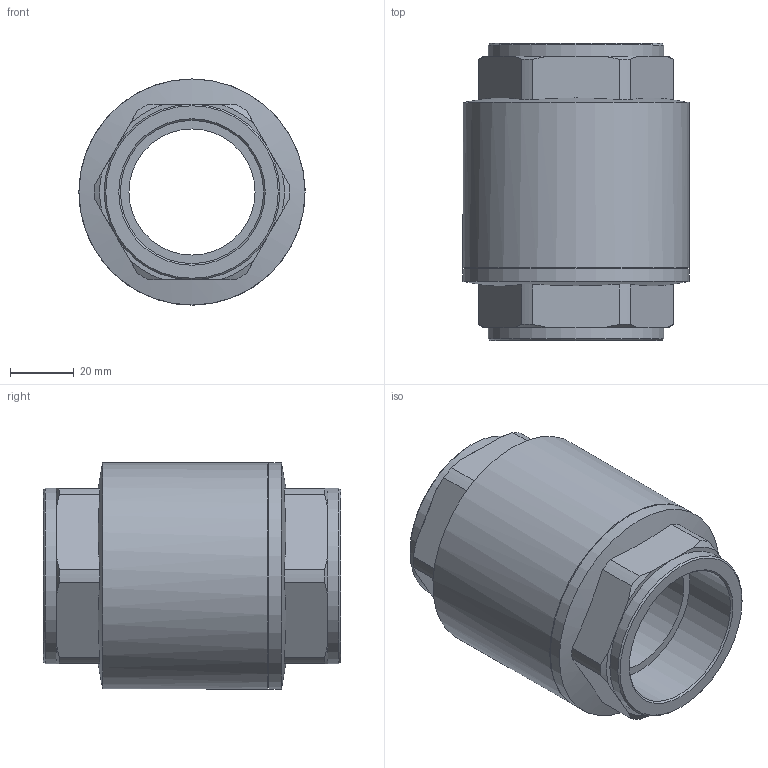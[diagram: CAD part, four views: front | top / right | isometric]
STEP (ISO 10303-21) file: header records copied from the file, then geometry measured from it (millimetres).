
FILE_DESCRIPTION(/* description */ ('Unknown'),/* implementation_level */ '2;1');
FILE_NAME(/* name */ '1422_1422NBR-08',/* time_stamp */ '2023-01-10T09:58:57+01:00',/* author */ ('Unknown'),/* organization */ ('Unknown'),/* preprocessor_version */ 'ST-DEVELOPER v16.7',/* originating_system */ 'Solid Edge',/* authorisation */ 'Unknown');
FILE_SCHEMA (('AUTOMOTIVE_DESIGN {1 0 10303 214 3 1 1}'));
Length unit declared in the file: millimetre
Products named in the file (1): 1422-1 1_2
Bounding box: 70.8 x 93 x 70.8 mm (x, y, z)
Volume: 189136.6 mm3; surface area: 36806.5 mm2
Topology: 1 solids, 1 shells, 68 faces, 170 edges, 108 vertices
Faces by surface type: plane 30, cylinder 20, cone 18
Full cylindrical faces by diameter (mm): 39.5 x1, 44.845 x2, 55 x2, 68 x1, 70.8 x2
Entity records: 2460 total; most frequent: CARTESIAN_POINT 441, DIRECTION 318, ORIENTED_EDGE 300, EDGE_CURVE 150, AXIS2_PLACEMENT_3D 135, VERTEX_POINT 102, EDGE_LOOP 88, FACE_BOUND 88
